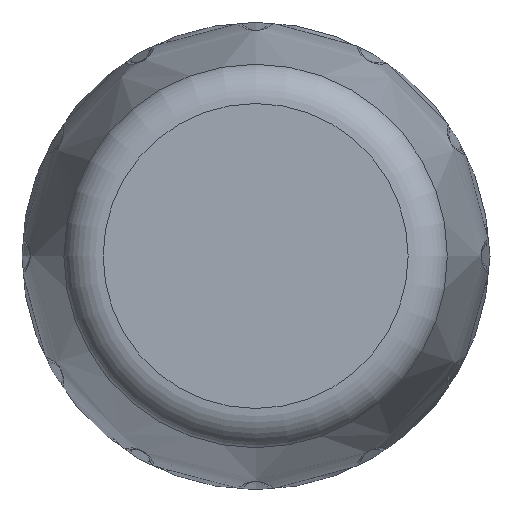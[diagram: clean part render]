
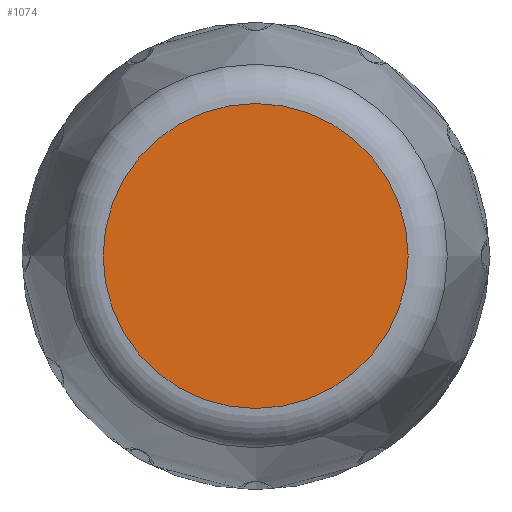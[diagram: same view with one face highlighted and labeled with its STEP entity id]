
A CAD part, left-side view. The second image highlights one B-rep face of the part: STEP entity #1074.
In plain terms, the highlighted planar face has unit normal (-1, 0, 0).
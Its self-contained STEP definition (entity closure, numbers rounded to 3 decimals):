
#482=FACE_OUTER_BOUND('',#1570,.T.);
#596=PLANE('',#3924);
#1074=ADVANCED_FACE('',(#482),#596,.T.);
#1570=EDGE_LOOP('',(#2618));
#1754=CIRCLE('',#3923,3.753);
#2618=ORIENTED_EDGE('',*,*,#3439,.T.);
#2980=VERTEX_POINT('',#6455);
#3439=EDGE_CURVE('',#2980,#2980,#1754,.T.);
#3923=AXIS2_PLACEMENT_3D('',#6454,#4866,#4867);
#3924=AXIS2_PLACEMENT_3D('',#6456,#4868,#4869);
#4866=DIRECTION('',(-1.,0.,0.));
#4867=DIRECTION('',(0.,0.,1.));
#4868=DIRECTION('',(-1.,0.,0.));
#4869=DIRECTION('',(0.,0.,1.));
#6454=CARTESIAN_POINT('',(-9.4,0.,0.));
#6455=CARTESIAN_POINT('',(-9.4,0.,3.753));
#6456=CARTESIAN_POINT('',(-9.4,0.,0.));
